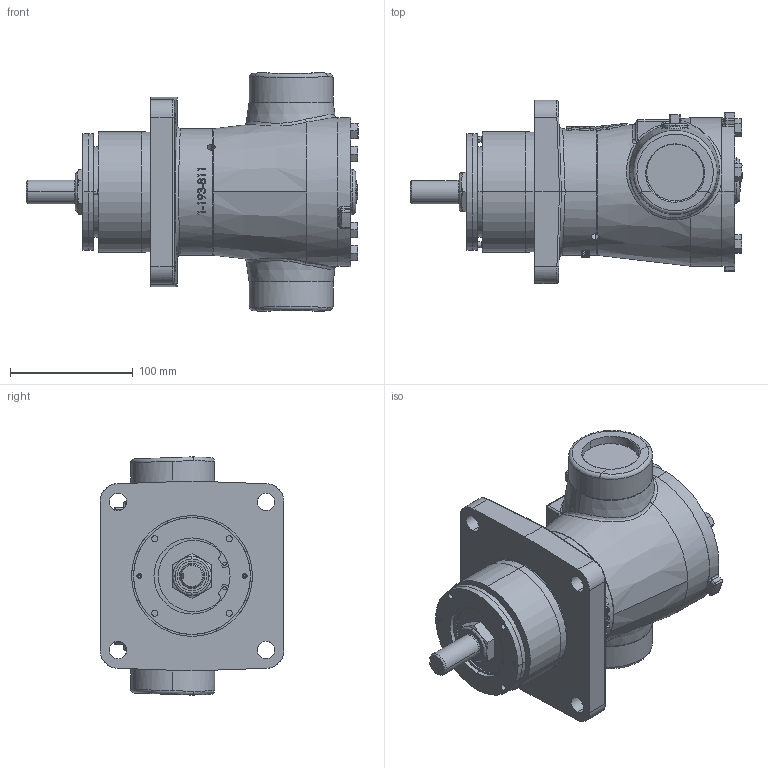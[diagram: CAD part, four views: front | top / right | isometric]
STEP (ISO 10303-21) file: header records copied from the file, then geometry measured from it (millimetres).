
FILE_DESCRIPTION (( 'STEP AP214' ), '1' );
FILE_NAME ('H495.STEP', '2017-02-20T17:17:47', ( '' ), ( '' ), 'SwSTEP 2.0', 'SolidWorks 2016', '' );
FILE_SCHEMA (( 'AUTOMOTIVE_DESIGN' ));
Length unit declared in the file: inch
Products named in the file (2): H495
Bounding box: 270.4 x 149.35 x 193.99 mm (x, y, z)
Volume: 2540830.3 mm3; surface area: 173417.2 mm2
Topology: 1 solids, 1 shells, 1053 faces, 2603 edges, 1518 vertices
Faces by surface type: bspline 368, plane 292, cylinder 237, cone 156
Entity records: 63581 total; most frequent: CARTESIAN_POINT 37783, ORIENTED_EDGE 5030, DIRECTION 3462, EDGE_CURVE 2515, VERTEX_POINT 1518, AXIS2_PLACEMENT_3D 1317, EDGE_LOOP 1131, FACE_OUTER_BOUND 1053
